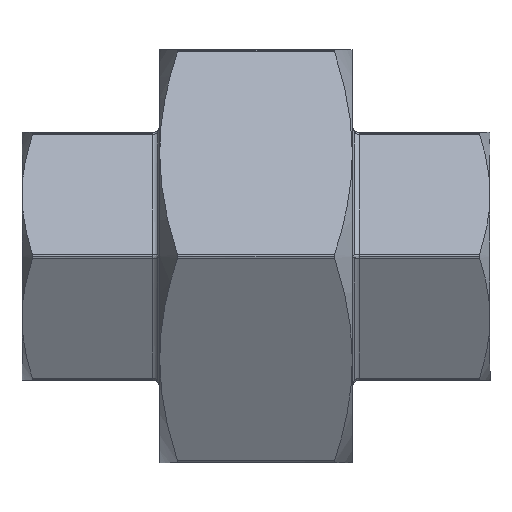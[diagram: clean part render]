
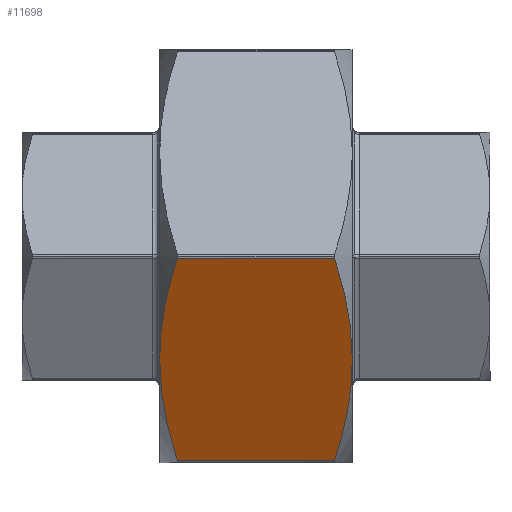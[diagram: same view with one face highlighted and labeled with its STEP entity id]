
A CAD part, front view. The second image highlights one B-rep face of the part: STEP entity #11698.
In plain terms, the highlighted planar face has unit normal (0, -0.866, -0.5).
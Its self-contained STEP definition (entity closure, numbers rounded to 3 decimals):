
#315 =( BOUNDED_CURVE ( )  B_SPLINE_CURVE ( 2, ( #8023, #1485, #12553 ),
 .UNSPECIFIED., .F., .F. ) 
 B_SPLINE_CURVE_WITH_KNOTS ( ( 3, 3 ),
 ( 1.278, 2.192 ),
 .UNSPECIFIED. ) 
 CURVE ( )  GEOMETRIC_REPRESENTATION_ITEM ( )  RATIONAL_B_SPLINE_CURVE ( ( 1., 1.052, 1.029 ) ) 
 REPRESENTATION_ITEM ( '' )  );
#396 = VERTEX_POINT ( 'NONE', #3804 ) ;
#422 = CARTESIAN_POINT ( 'NONE',  ( 0., -17.234, -0.15 ) ) ;
#1263 = VERTEX_POINT ( 'NONE', #9341 ) ;
#1291 = LINE ( 'NONE', #422, #11737 ) ;
#1485 = CARTESIAN_POINT ( 'NONE',  ( -7., -11.016, -10.92 ) ) ;
#1964 = ORIENTED_EDGE ( 'NONE', *, *, #9241, .T. ) ;
#2007 = ORIENTED_EDGE ( 'NONE', *, *, #4536, .T. ) ;
#2051 =( BOUNDED_CURVE ( )  B_SPLINE_CURVE ( 2, ( #2360, #6580, #12226 ),
 .UNSPECIFIED., .F., .T. ) 
 B_SPLINE_CURVE_WITH_KNOTS ( ( 3, 3 ),
 ( 0.364, 1.278 ),
 .UNSPECIFIED. ) 
 CURVE ( )  GEOMETRIC_REPRESENTATION_ITEM ( )  RATIONAL_B_SPLINE_CURVE ( ( 1.029, 1.052, 1. ) ) 
 REPRESENTATION_ITEM ( '' )  );
#2360 = CARTESIAN_POINT ( 'NONE',  ( 5.71, -8.747, -14.85 ) ) ;
#2635 = CARTESIAN_POINT ( 'NONE',  ( -7., -14.965, -4.08 ) ) ;
#2753 = ORIENTED_EDGE ( 'NONE', *, *, #5562, .T. ) ;
#3003 = FACE_OUTER_BOUND ( 'NONE', #5878, .T. ) ;
#3050 = CARTESIAN_POINT ( 'NONE',  ( 7., -14.965, -4.08 ) ) ;
#3798 = CARTESIAN_POINT ( 'NONE',  ( -7., -12.99, -7.5 ) ) ;
#3800 = VERTEX_POINT ( 'NONE', #5024 ) ;
#3804 = CARTESIAN_POINT ( 'NONE',  ( -5.71, -8.747, -14.85 ) ) ;
#4536 = EDGE_CURVE ( 'NONE', #5424, #396, #315, .T. ) ;
#4696 = AXIS2_PLACEMENT_3D ( 'NONE', #9641, #7373, #13091 ) ;
#4845 = LINE ( 'NONE', #13495, #13322 ) ;
#5024 = CARTESIAN_POINT ( 'NONE',  ( 7., -12.99, -7.5 ) ) ;
#5232 = ORIENTED_EDGE ( 'NONE', *, *, #7725, .F. ) ;
#5424 = VERTEX_POINT ( 'NONE', #5788 ) ;
#5440 =( BOUNDED_CURVE ( )  B_SPLINE_CURVE ( 2, ( #8126, #2635, #3798 ),
 .UNSPECIFIED., .F., .T. ) 
 B_SPLINE_CURVE_WITH_KNOTS ( ( 3, 3 ),
 ( 0.364, 1.278 ),
 .UNSPECIFIED. ) 
 CURVE ( )  GEOMETRIC_REPRESENTATION_ITEM ( )  RATIONAL_B_SPLINE_CURVE ( ( 1.029, 1.052, 1. ) ) 
 REPRESENTATION_ITEM ( '' )  );
#5562 = EDGE_CURVE ( 'NONE', #6975, #5424, #5440, .T. ) ;
#5737 = EDGE_CURVE ( 'NONE', #1263, #3800, #2051, .T. ) ;
#5788 = CARTESIAN_POINT ( 'NONE',  ( -7., -12.99, -7.5 ) ) ;
#5878 = EDGE_LOOP ( 'NONE', ( #5232, #9448, #1964, #12605, #2753, #2007 ) ) ;
#6580 = CARTESIAN_POINT ( 'NONE',  ( 7., -11.016, -10.92 ) ) ;
#6861 = DIRECTION ( 'NONE',  ( -1., 0., 0. ) ) ;
#6884 = CARTESIAN_POINT ( 'NONE',  ( 7., -12.99, -7.5 ) ) ;
#6975 = VERTEX_POINT ( 'NONE', #9926 ) ;
#7210 = EDGE_CURVE ( 'NONE', #6975, #8049, #1291, .T. ) ;
#7321 = CARTESIAN_POINT ( 'NONE',  ( 5.71, -17.234, -0.15 ) ) ;
#7373 = DIRECTION ( 'NONE',  ( 0., -0.866, -0.5 ) ) ;
#7476 = PLANE ( 'NONE',  #4696 ) ;
#7725 = EDGE_CURVE ( 'NONE', #1263, #396, #4845, .T. ) ;
#8023 = CARTESIAN_POINT ( 'NONE',  ( -7., -12.99, -7.5 ) ) ;
#8049 = VERTEX_POINT ( 'NONE', #7321 ) ;
#8126 = CARTESIAN_POINT ( 'NONE',  ( -5.71, -17.234, -0.15 ) ) ;
#9046 =( BOUNDED_CURVE ( )  B_SPLINE_CURVE ( 2, ( #6884, #3050, #12777 ),
 .UNSPECIFIED., .F., .F. ) 
 B_SPLINE_CURVE_WITH_KNOTS ( ( 3, 3 ),
 ( 1.278, 2.192 ),
 .UNSPECIFIED. ) 
 CURVE ( )  GEOMETRIC_REPRESENTATION_ITEM ( )  RATIONAL_B_SPLINE_CURVE ( ( 1., 1.052, 1.029 ) ) 
 REPRESENTATION_ITEM ( '' )  );
#9165 = DIRECTION ( 'NONE',  ( 1., 0., 0. ) ) ;
#9241 = EDGE_CURVE ( 'NONE', #3800, #8049, #9046, .T. ) ;
#9341 = CARTESIAN_POINT ( 'NONE',  ( 5.71, -8.747, -14.85 ) ) ;
#9448 = ORIENTED_EDGE ( 'NONE', *, *, #5737, .T. ) ;
#9641 = CARTESIAN_POINT ( 'NONE',  ( 0., -8.66, -15. ) ) ;
#9926 = CARTESIAN_POINT ( 'NONE',  ( -5.71, -17.234, -0.15 ) ) ;
#11698 = ADVANCED_FACE ( 'NONE', ( #3003 ), #7476, .T. ) ;
#11737 = VECTOR ( 'NONE', #9165, 1000. ) ;
#12226 = CARTESIAN_POINT ( 'NONE',  ( 7., -12.99, -7.5 ) ) ;
#12553 = CARTESIAN_POINT ( 'NONE',  ( -5.71, -8.747, -14.85 ) ) ;
#12605 = ORIENTED_EDGE ( 'NONE', *, *, #7210, .F. ) ;
#12777 = CARTESIAN_POINT ( 'NONE',  ( 5.71, -17.234, -0.15 ) ) ;
#13091 = DIRECTION ( 'NONE',  ( 0., -0.5, 0.866 ) ) ;
#13322 = VECTOR ( 'NONE', #6861, 1000. ) ;
#13495 = CARTESIAN_POINT ( 'NONE',  ( 0., -8.747, -14.85 ) ) ;
